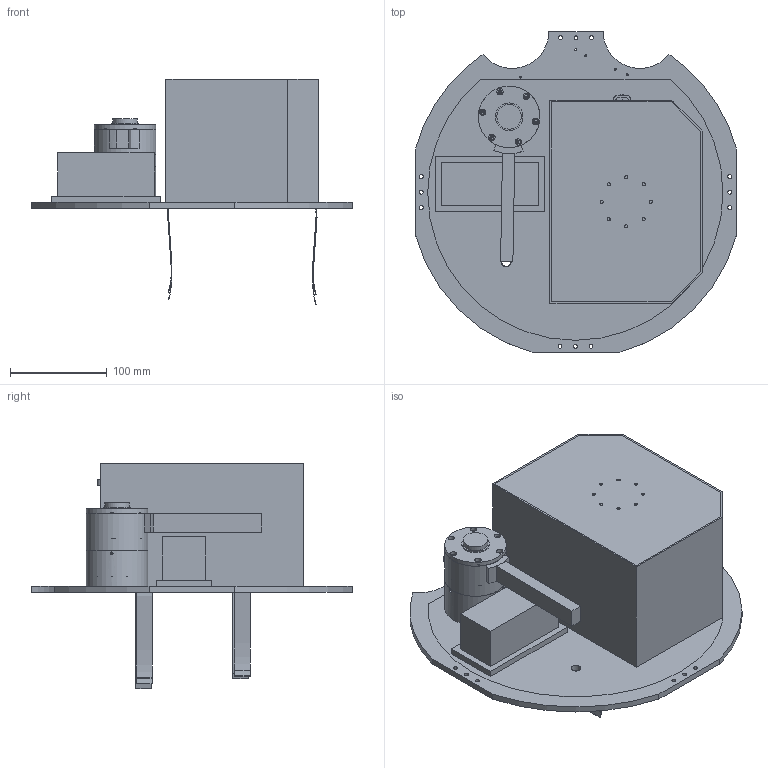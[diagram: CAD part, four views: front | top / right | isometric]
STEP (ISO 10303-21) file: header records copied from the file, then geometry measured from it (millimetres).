
FILE_DESCRIPTION(/* description */ (''),/* implementation_level */ '2;1');
FILE_NAME(/* name */ 'platelayoutv3.stp',/* time_stamp */ '2017-11-04T23:44:02-04:00',/* author */ (''),/* organization */ (''),/* preprocessor_version */ 'ST-DEVELOPER v16',/* originating_system */ 'SIEMENS PLM Software NX 11.0',/* authorisation */ '');
FILE_SCHEMA (('AUTOMOTIVE_DESIGN { 1 0 10303 214 3 1 1 1 }'));
Length unit declared in the file: inch
Products named in the file (26): bearing holder; tubeholderbase2; OVA5647_Pigtail; OVA5647_IR-Glas; OVA5647_Housing; OVA5647; test_tube; slide rod; rod_holder; End Effector V3; Pitch Motor Housing V281; Motor End Cover; Central Housing; siliconbacking; RasPi_Camera_Board; newerbox; new sunshade363; PayloadSA218; BasePlate (1); Electronics Box V2; tubeholder; shakerwithrods369; SCAMP To Scale_stp; OVA5647_FOV; PiCamwithsilicon; platelayoutv3_stp
Assembly tree (35 placements, depth 4):
  Electronics Box V2
  platelayoutv3_stp
    PiCamwithsilicon  x4
      RasPi_Camera_Board
      OVA5647_FOV
        OVA5647
        OVA5647_Housing
        OVA5647_IR-Glas
        OVA5647_Pigtail
      siliconbacking
    SCAMP To Scale_stp
      Central Housing
      Motor End Cover
      Pitch Motor Housing V281
      End Effector V3
    shakerwithrods369  x2
      rod_holder
      slide rod
      test_tube
      tubeholder
        tubeholderbase2
        bearing holder  x4
    BasePlate (1)
    PayloadSA218
    new sunshade363
    newerbox
Bounding box: 331.22 x 331.22 x 232.97 mm (x, y, z)
Volume: 1488819.8 mm3; surface area: 811236.6 mm2
Topology: 60 solids, 60 shells, 2506 faces, 6238 edges, 4015 vertices
Faces by surface type: plane 1100, cylinder 854, torus 496, bspline 44, cone 12
Full cylindrical faces by diameter (mm): 1.7 x2, 2.032 x5, 2.383 x12, 2.845 x19, 3.048 x9, 3.175 x8, 3.454 x6, 3.7 x8, 3.734 x6, 4.064 x18, 5.715 x6, 6.096 x1, 6.35 x4, 6.502 x6, 6.731 x8, 7.112 x4, 8.636 x12, 9.652 x4, 9.804 x4, 12.7 x16, 13.411 x8, 17.78 x8, 19.05 x8, 20 x1, 25.4 x1, 28.575 x1, 37.973 x1, 46.99 x3, 49.276 x1, 52.07 x1
Entity records: 26263 total; most frequent: CARTESIAN_POINT 5308, DIRECTION 4379, ORIENTED_EDGE 3784, EDGE_CURVE 1892, AXIS2_PLACEMENT_3D 1776, EDGE_LOOP 1326, VERTEX_POINT 1306, CIRCLE 909
